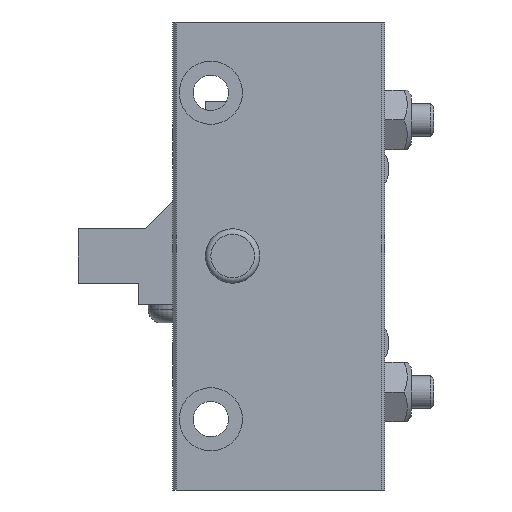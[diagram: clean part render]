
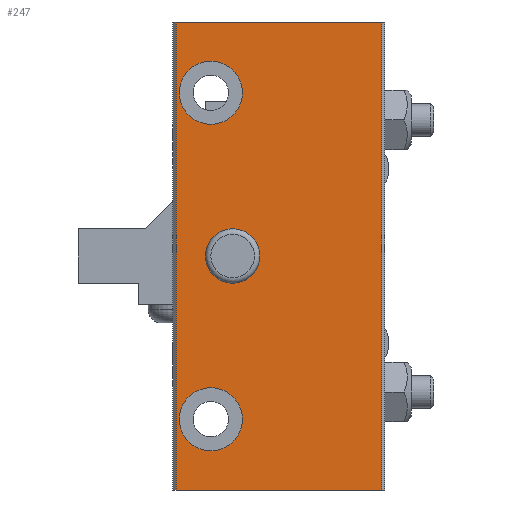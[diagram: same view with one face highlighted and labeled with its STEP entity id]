
A CAD part, front view. The second image highlights one B-rep face of the part: STEP entity #247.
In plain terms, the highlighted planar face has unit normal (0, -1, 0).
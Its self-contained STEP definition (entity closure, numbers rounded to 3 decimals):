
#247 = ADVANCED_FACE( '', ( #523, #524, #525, #526 ), #527, .F. );
#523 = FACE_BOUND( '', #920, .T. );
#524 = FACE_BOUND( '', #921, .T. );
#525 = FACE_BOUND( '', #922, .T. );
#526 = FACE_OUTER_BOUND( '', #923, .T. );
#527 = PLANE( '', #924 );
#920 = EDGE_LOOP( '', ( #1714 ) );
#921 = EDGE_LOOP( '', ( #1715 ) );
#922 = EDGE_LOOP( '', ( #1716 ) );
#923 = EDGE_LOOP( '', ( #1717, #1718, #1719, #1720 ) );
#924 = AXIS2_PLACEMENT_3D( '', #1721, #1722, #1723 );
#1714 = ORIENTED_EDGE( '', *, *, #2500, .F. );
#1715 = ORIENTED_EDGE( '', *, *, #2453, .F. );
#1716 = ORIENTED_EDGE( '', *, *, #2459, .F. );
#1717 = ORIENTED_EDGE( '', *, *, #2486, .T. );
#1718 = ORIENTED_EDGE( '', *, *, #2499, .F. );
#1719 = ORIENTED_EDGE( '', *, *, #2468, .F. );
#1720 = ORIENTED_EDGE( '', *, *, #2501, .T. );
#1721 = CARTESIAN_POINT( '', ( -9.45, -13.5, 21.5 ) );
#1722 = DIRECTION( '', ( 0., 1., 0. ) );
#1723 = DIRECTION( '', ( 0., 0., 1. ) );
#2453 = EDGE_CURVE( '', #2904, #2904, #2905, .T. );
#2459 = EDGE_CURVE( '', #2916, #2916, #2917, .T. );
#2468 = EDGE_CURVE( '', #2933, #2935, #2936, .T. );
#2486 = EDGE_CURVE( '', #2971, #2969, #2972, .T. );
#2499 = EDGE_CURVE( '', #2935, #2969, #2987, .T. );
#2500 = EDGE_CURVE( '', #2988, #2988, #2989, .T. );
#2501 = EDGE_CURVE( '', #2933, #2971, #2990, .T. );
#2904 = VERTEX_POINT( '', #3650 );
#2905 = CIRCLE( '', #3651, 2.9 );
#2916 = VERTEX_POINT( '', #3662 );
#2917 = CIRCLE( '', #3663, 2.9 );
#2933 = VERTEX_POINT( '', #3681 );
#2935 = VERTEX_POINT( '', #3684 );
#2936 = LINE( '', #3685, #3686 );
#2969 = VERTEX_POINT( '', #3733 );
#2971 = VERTEX_POINT( '', #3736 );
#2972 = LINE( '', #3737, #3738 );
#2987 = LINE( '', #3764, #3765 );
#2988 = VERTEX_POINT( '', #3766 );
#2989 = CIRCLE( '', #3767, 2.5 );
#2990 = LINE( '', #3768, #3769 );
#3650 = CARTESIAN_POINT( '', ( -6.25, -13.5, -17.9 ) );
#3651 = AXIS2_PLACEMENT_3D( '', #4370, #4371, #4372 );
#3662 = CARTESIAN_POINT( '', ( -6.25, -13.5, 12.1 ) );
#3663 = AXIS2_PLACEMENT_3D( '', #4388, #4389, #4390 );
#3681 = CARTESIAN_POINT( '', ( -9.45, -13.5, 21.5 ) );
#3684 = CARTESIAN_POINT( '', ( 9.45, -13.5, 21.5 ) );
#3685 = CARTESIAN_POINT( '', ( -9.45, -13.5, 21.5 ) );
#3686 = VECTOR( '', #4409, 1000. );
#3733 = CARTESIAN_POINT( '', ( 9.45, -13.5, -21.5 ) );
#3736 = CARTESIAN_POINT( '', ( -9.45, -13.5, -21.5 ) );
#3737 = CARTESIAN_POINT( '', ( -9.45, -13.5, -21.5 ) );
#3738 = VECTOR( '', #4431, 1000. );
#3764 = CARTESIAN_POINT( '', ( 9.45, -13.5, 21.5 ) );
#3765 = VECTOR( '', #4446, 1000. );
#3766 = CARTESIAN_POINT( '', ( -4.25, -13.5, -2.5 ) );
#3767 = AXIS2_PLACEMENT_3D( '', #4447, #4448, #4449 );
#3768 = CARTESIAN_POINT( '', ( -9.45, -13.5, 21.5 ) );
#3769 = VECTOR( '', #4450, 1000. );
#4370 = CARTESIAN_POINT( '', ( -6.25, -13.5, -15. ) );
#4371 = DIRECTION( '', ( 0., -1., 0. ) );
#4372 = DIRECTION( '', ( 0., 0., -1. ) );
#4388 = CARTESIAN_POINT( '', ( -6.25, -13.5, 15. ) );
#4389 = DIRECTION( '', ( 0., -1., 0. ) );
#4390 = DIRECTION( '', ( 0., 0., -1. ) );
#4409 = DIRECTION( '', ( 1., 0., 0. ) );
#4431 = DIRECTION( '', ( 1., 0., 0. ) );
#4446 = DIRECTION( '', ( 0., 0., -1. ) );
#4447 = CARTESIAN_POINT( '', ( -4.25, -13.5, 0. ) );
#4448 = DIRECTION( '', ( 0., -1., 0. ) );
#4449 = DIRECTION( '', ( 0., 0., -1. ) );
#4450 = DIRECTION( '', ( 0., 0., -1. ) );
